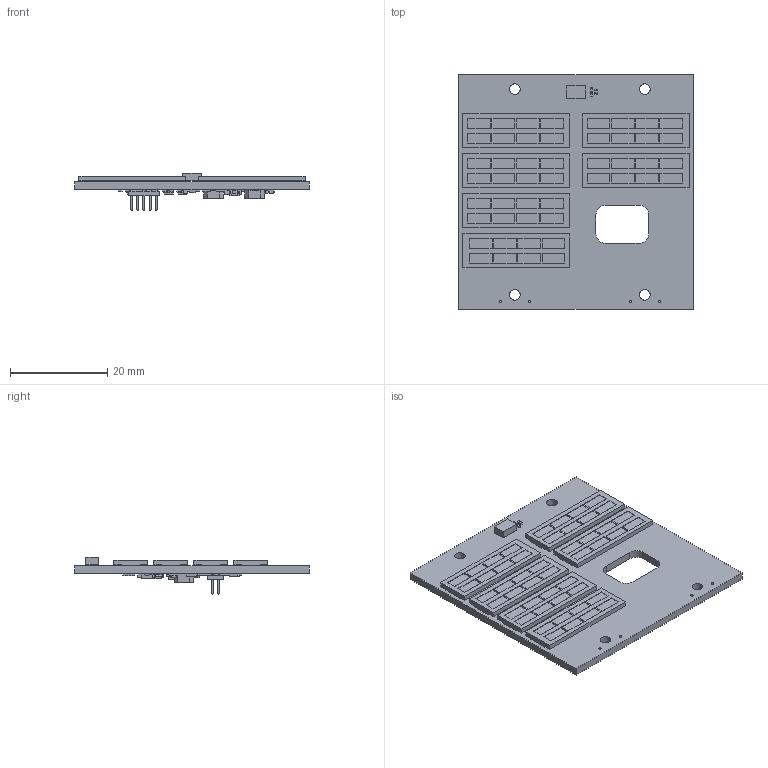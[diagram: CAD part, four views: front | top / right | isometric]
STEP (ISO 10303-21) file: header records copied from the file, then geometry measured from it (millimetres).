
FILE_DESCRIPTION(('KiCad electronic assembly'),'2;1');
FILE_NAME('Solar-Panel-Z+.step','2022-11-08T23:56:50',('Pcbnew'),( 'Kicad'),'Open CASCADE STEP processor 7.6','KiCad to STEP converter' ,'Unknown');
FILE_SCHEMA(('AUTOMOTIVE_DESIGN { 1 0 10303 214 1 1 1 1 }'));
Length unit declared in the file: millimetre
Products named in the file (28): Solar-Panel-Z+ 1; SolarCell; COMPOUND; C_0402_1005Metric; SOLID; R_0402_1005Metric; TSL2561; C_0805_2012Metric; C_0603_1608Metric; Coilcraft-LPS4018; R_0603_1608Metric; BQ25570RGRR; MSS1P4-M3-89A; D_SOD-523; SOT-363_SC-70-6; FTS-105-01-L-DV-A; Solar-Panel-Z+ PCB
Assembly tree (77 placements, depth 3):
  Solar-Panel-Z+ 1
    SolarCell  x6
      COMPOUND
    C_0402_1005Metric
      SOLID
    R_0402_1005Metric  x2
      SOLID
    TSL2561
      COMPOUND
    C_0805_2012Metric
      SOLID
    C_0603_1608Metric  x11
      SOLID
    Coilcraft-LPS4018  x2
      SOLID
    R_0603_1608Metric  x28
      SOLID
    BQ25570RGRR
      COMPOUND
    MSS1P4-M3-89A  x4
      SOLID
    D_SOD-523
      SOLID
    SOT-363_SC-70-6  x4
      SOLID
    FTS-105-01-L-DV-A
      COMPOUND
    Solar-Panel-Z+ PCB
Bounding box: 48.4 x 48.4 x 7.64 mm (x, y, z)
Volume: 4646 mm3; surface area: 7945 mm2
Topology: 93 solids, 93 shells, 2559 faces, 6399 edges, 4116 vertices
Faces by surface type: bspline 2535, cylinder 14, plane 10
Full cylindrical faces by diameter (mm): 0.5 x4, 1.02 x2, 2.2 x4
Entity records: 46759 total; most frequent: CARTESIAN_POINT 17969, B_SPLINE_CURVE_WITH_KNOTS 5017, ORIENTED_EDGE 3802, PCURVE 3802, DEFINITIONAL_REPRESENTATION 3802, EDGE_CURVE 1901, SURFACE_CURVE 1888, VERTEX_POINT 1224
